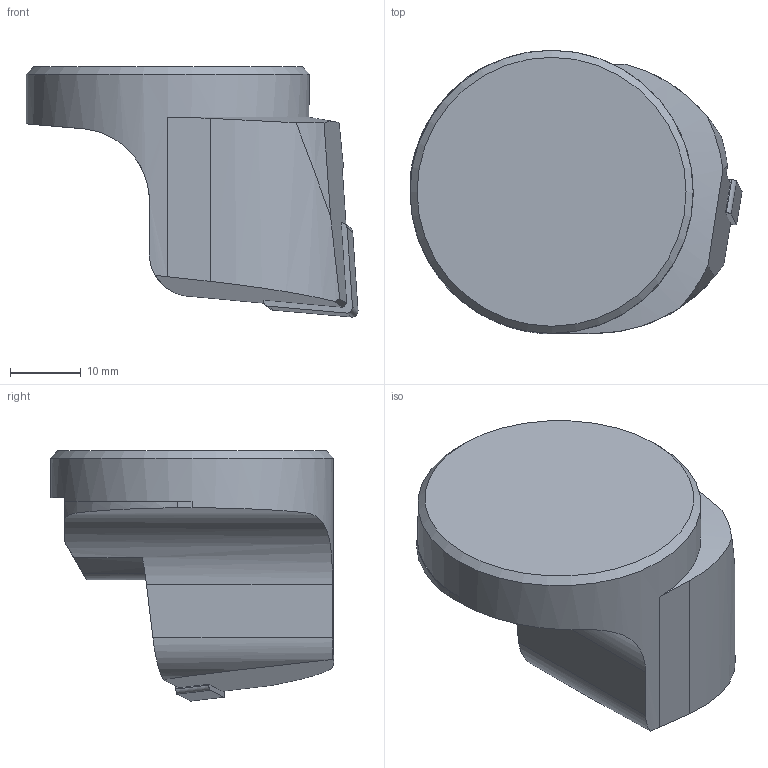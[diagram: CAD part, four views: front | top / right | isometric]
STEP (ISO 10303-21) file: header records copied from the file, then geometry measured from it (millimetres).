
FILE_DESCRIPTION(/* description */ ('3-D model version:1'),/* implementation_level */ '2;1');
FILE_NAME(/* name */ 'SL-PCLNL-40-12HP',/* time_stamp */ '2015-11-10T10:09:40+01:00',/* author */ ('InteractiveCad'),/* organization */ ('AB Sandvik Coromant'),/* preprocessor_version */ 'ST-DEVELOPER v15',/* originating_system */ 'SIEMENS PLM Software NX 8.5',/* authorisation */ '');
FILE_SCHEMA (('AP203_CONFIGURATION_CONTROLLED_3D_DESIGN_OF_MECHANICAL_PARTS_AND_ASSEMBLIES_MIM_LF { 1 0 10303 403 2 1 2}'));
Length unit declared in the file: millimetre
Products named in the file (1): SL_PCLNL_40_12HP_SIM
Bounding box: 46.9 x 40 x 35.32 mm (x, y, z)
Volume: 27966.1 mm3; surface area: 6615.8 mm2
Topology: 2 solids, 2 shells, 43 faces, 115 edges, 76 vertices
Faces by surface type: plane 23, cylinder 13, cone 5, extrusion 2
Full cylindrical faces by diameter (mm): 5.16 x1, 40 x1
Entity records: 1465 total; most frequent: CARTESIAN_POINT 288, ORIENTED_EDGE 224, DIRECTION 221, EDGE_CURVE 112, AXIS2_PLACEMENT_3D 81, VERTEX_POINT 76, VECTOR 59, LINE 57
